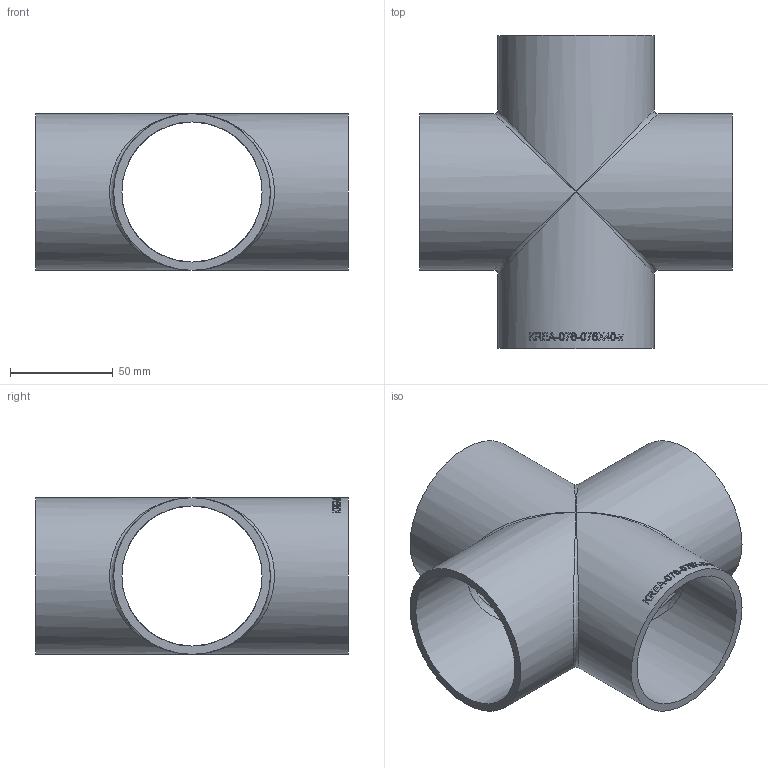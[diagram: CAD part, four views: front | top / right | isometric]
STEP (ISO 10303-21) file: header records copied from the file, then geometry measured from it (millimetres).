
FILE_DESCRIPTION (( 'STEP AP214' ), '1' );
FILE_NAME ('KREA-076-076X40-x Kreuz-Stück 2005.STEP', '2020-05-12T12:45:31', ( '' ), ( '' ), 'SwSTEP 2.0', 'SolidWorks 2019', '' );
FILE_SCHEMA (( 'AUTOMOTIVE_DESIGN' ));
Length unit declared in the file: millimetre
Products named in the file (1): KREA-076-076X40-x Kreuz-Stück 2005
Bounding box: 152 x 152 x 76.1 mm (x, y, z)
Volume: 191044.2 mm3; surface area: 99081.7 mm2
Topology: 1 solids, 1 shells, 237 faces, 627 edges, 398 vertices
Faces by surface type: bspline 124, plane 79, cylinder 34
Full cylindrical faces by diameter (mm): 68.1 x4, 76.1 x4
Entity records: 24138 total; most frequent: CARTESIAN_POINT 17179, ORIENTED_EDGE 1194, EDGE_CURVE 597, DIRECTION 536, VERTEX_POINT 394, B_SPLINE_CURVE_WITH_KNOTS 373, EDGE_LOOP 273, FACE_OUTER_BOUND 244
